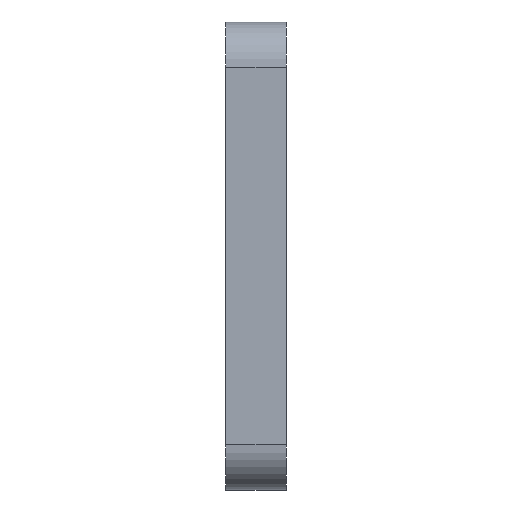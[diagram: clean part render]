
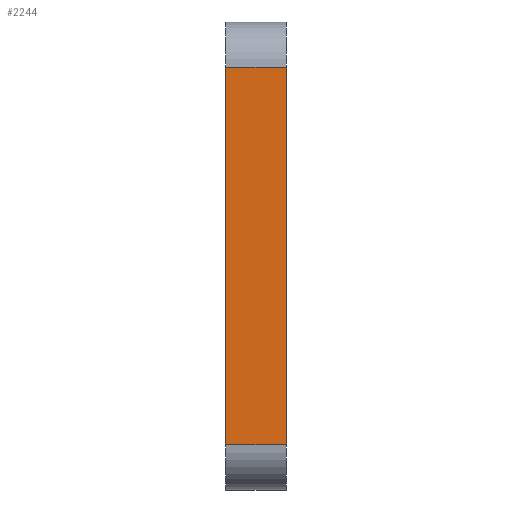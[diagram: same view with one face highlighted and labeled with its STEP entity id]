
A CAD part, left-side view. The second image highlights one B-rep face of the part: STEP entity #2244.
In plain terms, the highlighted planar face has unit normal (-1, 0, 0).
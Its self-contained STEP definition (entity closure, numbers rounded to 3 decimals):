
#337 = DIRECTION ( 'NONE',  ( 0., 0., 1. ) ) ;
#670 = DIRECTION ( 'NONE',  ( 0., -1., 0. ) ) ;
#814 = VERTEX_POINT ( 'NONE', #11204 ) ;
#1144 = DIRECTION ( 'NONE',  ( 0., 0., -1. ) ) ;
#1970 = FACE_OUTER_BOUND ( 'NONE', #16162, .T. ) ;
#2244 = ADVANCED_FACE ( 'NONE', ( #1970 ), #8339, .F. ) ;
#2894 = CARTESIAN_POINT ( 'NONE',  ( -15.5, 0., 12.5 ) ) ;
#3962 = LINE ( 'NONE', #17876, #10289 ) ;
#5012 = EDGE_CURVE ( 'NONE', #16925, #18068, #3962, .T. ) ;
#5311 = ORIENTED_EDGE ( 'NONE', *, *, #17719, .T. ) ;
#6325 = CARTESIAN_POINT ( 'NONE',  ( -15.5, 0., -15.5 ) ) ;
#6406 = LINE ( 'NONE', #6325, #6839 ) ;
#6839 = VECTOR ( 'NONE', #17546, 1000. ) ;
#7364 = VERTEX_POINT ( 'NONE', #2894 ) ;
#7675 = VECTOR ( 'NONE', #337, 1000. ) ;
#7680 = EDGE_CURVE ( 'NONE', #16925, #814, #10082, .T. ) ;
#8339 = PLANE ( 'NONE',  #8538 ) ;
#8538 = AXIS2_PLACEMENT_3D ( 'NONE', #12392, #16509, #1144 ) ;
#8630 = CARTESIAN_POINT ( 'NONE',  ( -15.5, 4., -15.5 ) ) ;
#8753 = EDGE_CURVE ( 'NONE', #7364, #814, #10916, .T. ) ;
#8762 = CARTESIAN_POINT ( 'NONE',  ( -15.5, 4., 12.5 ) ) ;
#10082 = LINE ( 'NONE', #8630, #7675 ) ;
#10211 = DIRECTION ( 'NONE',  ( 0., 1., 0. ) ) ;
#10289 = VECTOR ( 'NONE', #670, 1000. ) ;
#10792 = ORIENTED_EDGE ( 'NONE', *, *, #7680, .F. ) ;
#10916 = LINE ( 'NONE', #8762, #13547 ) ;
#11204 = CARTESIAN_POINT ( 'NONE',  ( -15.5, 4., 12.5 ) ) ;
#12392 = CARTESIAN_POINT ( 'NONE',  ( -15.5, 4., -15.5 ) ) ;
#13547 = VECTOR ( 'NONE', #10211, 1000. ) ;
#14732 = ORIENTED_EDGE ( 'NONE', *, *, #8753, .T. ) ;
#15033 = CARTESIAN_POINT ( 'NONE',  ( -15.5, 0., -12.5 ) ) ;
#15970 = CARTESIAN_POINT ( 'NONE',  ( -15.5, 4., -12.5 ) ) ;
#16162 = EDGE_LOOP ( 'NONE', ( #5311, #14732, #10792, #16237 ) ) ;
#16237 = ORIENTED_EDGE ( 'NONE', *, *, #5012, .T. ) ;
#16509 = DIRECTION ( 'NONE',  ( 1., 0., 0. ) ) ;
#16925 = VERTEX_POINT ( 'NONE', #15970 ) ;
#17546 = DIRECTION ( 'NONE',  ( 0., 0., 1. ) ) ;
#17719 = EDGE_CURVE ( 'NONE', #18068, #7364, #6406, .T. ) ;
#17876 = CARTESIAN_POINT ( 'NONE',  ( -15.5, 4., -12.5 ) ) ;
#18068 = VERTEX_POINT ( 'NONE', #15033 ) ;
